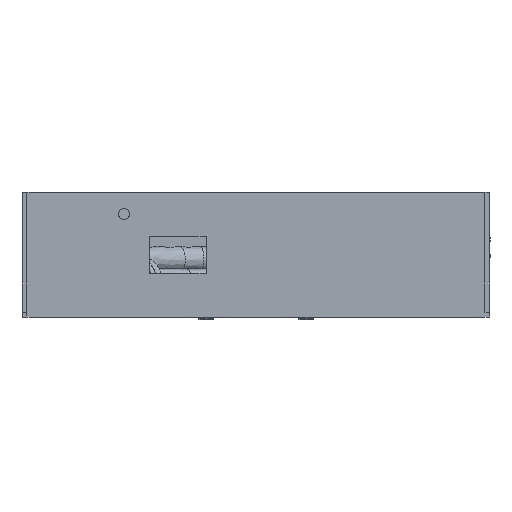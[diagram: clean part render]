
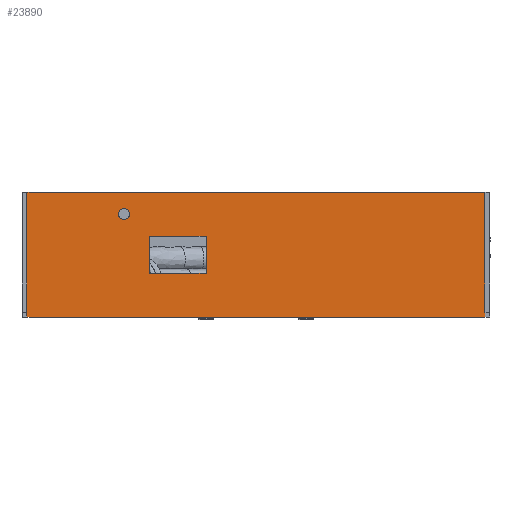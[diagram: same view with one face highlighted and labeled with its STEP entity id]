
A CAD part, left-side view. The second image highlights one B-rep face of the part: STEP entity #23890.
In plain terms, the highlighted planar face has unit normal (-1, 0, 0).
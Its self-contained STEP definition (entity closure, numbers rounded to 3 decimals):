
#4047=VECTOR('',#26580,1.);
#4050=VECTOR('',#26584,1.);
#4053=VECTOR('',#26588,1.);
#4056=VECTOR('',#26592,1.);
#4061=VECTOR('',#26605,1.);
#4062=VECTOR('',#26606,1.);
#4063=VECTOR('',#26607,1.);
#4064=VECTOR('',#26608,1.);
#4065=VECTOR('',#26609,1.);
#4066=VECTOR('',#26610,1.);
#4067=VECTOR('',#26611,1.);
#4068=VECTOR('',#26612,1.);
#6223=LINE('',#30916,#4047);
#6226=LINE('',#30922,#4050);
#6229=LINE('',#30928,#4053);
#6232=LINE('',#30933,#4056);
#6237=LINE('',#30949,#4061);
#6238=LINE('',#30952,#4062);
#6239=LINE('',#30954,#4063);
#6240=LINE('',#30956,#4064);
#6241=LINE('',#30958,#4065);
#6242=LINE('',#30960,#4066);
#6243=LINE('',#30962,#4067);
#6244=LINE('',#30964,#4068);
#8395=PLANE('',#25117);
#9170=VERTEX_POINT('',#30915);
#9171=VERTEX_POINT('',#30917);
#9173=VERTEX_POINT('',#30923);
#9175=VERTEX_POINT('',#30929);
#9177=VERTEX_POINT('',#30938);
#9182=VERTEX_POINT('',#30950);
#9183=VERTEX_POINT('',#30951);
#9184=VERTEX_POINT('',#30953);
#9185=VERTEX_POINT('',#30955);
#9186=VERTEX_POINT('',#30957);
#9187=VERTEX_POINT('',#30959);
#9188=VERTEX_POINT('',#30961);
#9189=VERTEX_POINT('',#30963);
#11256=CIRCLE('',#25115,0.14);
#11668=EDGE_CURVE('',#9171,#9170,#6223,.T.);
#11671=EDGE_CURVE('',#9173,#9171,#6226,.T.);
#11674=EDGE_CURVE('',#9175,#9173,#6229,.T.);
#11677=EDGE_CURVE('',#9170,#9175,#6232,.T.);
#11679=EDGE_CURVE('',#9177,#9177,#11256,.T.);
#11684=EDGE_CURVE('',#9182,#9183,#6237,.T.);
#11685=EDGE_CURVE('',#9183,#9184,#6238,.T.);
#11686=EDGE_CURVE('',#9184,#9185,#6239,.T.);
#11687=EDGE_CURVE('',#9186,#9185,#6240,.T.);
#11688=EDGE_CURVE('',#9186,#9187,#6241,.T.);
#11689=EDGE_CURVE('',#9188,#9187,#6242,.T.);
#11690=EDGE_CURVE('',#9188,#9189,#6243,.T.);
#11691=EDGE_CURVE('',#9189,#9182,#6244,.T.);
#14807=ORIENTED_EDGE('',*,*,#11684,.T.);
#14808=ORIENTED_EDGE('',*,*,#11685,.T.);
#14809=ORIENTED_EDGE('',*,*,#11686,.T.);
#14810=ORIENTED_EDGE('',*,*,#11687,.F.);
#14811=ORIENTED_EDGE('',*,*,#11688,.T.);
#14812=ORIENTED_EDGE('',*,*,#11689,.F.);
#14813=ORIENTED_EDGE('',*,*,#11690,.T.);
#14814=ORIENTED_EDGE('',*,*,#11691,.T.);
#14815=ORIENTED_EDGE('',*,*,#11679,.T.);
#14816=ORIENTED_EDGE('',*,*,#11674,.T.);
#14817=ORIENTED_EDGE('',*,*,#11671,.T.);
#14818=ORIENTED_EDGE('',*,*,#11668,.T.);
#14819=ORIENTED_EDGE('',*,*,#11677,.T.);
#20991=EDGE_LOOP('',(#14807,#14808,#14809,#14810,#14811,#14812,#14813,#14814));
#20992=EDGE_LOOP('',(#14815));
#20993=EDGE_LOOP('',(#14816,#14817,#14818,#14819));
#22447=FACE_BOUND('',#20991,.T.);
#22448=FACE_BOUND('',#20992,.T.);
#22449=FACE_BOUND('',#20993,.T.);
#23890=ADVANCED_FACE('',(#22447,#22448,#22449),#8395,.T.);
#25115=AXIS2_PLACEMENT_3D('',#30937,#26597,#26598);
#25117=AXIS2_PLACEMENT_3D('',#30948,#26604,$);
#26580=DIRECTION('',(0.,0.,1.));
#26584=DIRECTION('',(0.,1.,0.));
#26588=DIRECTION('',(0.,0.,-1.));
#26592=DIRECTION('',(0.,-1.,0.));
#26597=DIRECTION('',(1.,0.,0.));
#26598=DIRECTION('',(0.,0.,0.14));
#26604=DIRECTION('',(-1.,0.,0.));
#26605=DIRECTION('',(0.,1.,0.));
#26606=DIRECTION('',(0.,0.,1.));
#26607=DIRECTION('',(0.,1.,0.));
#26608=DIRECTION('',(0.,0.,1.));
#26609=DIRECTION('',(0.,-1.,0.));
#26610=DIRECTION('',(0.,0.,1.));
#26611=DIRECTION('',(0.,-1.,0.));
#26612=DIRECTION('',(0.,0.,1.));
#30915=CARTESIAN_POINT('',(0.,-3.249,2.064));
#30916=CARTESIAN_POINT('',(0.,-3.249,0.794));
#30917=CARTESIAN_POINT('',(0.,-3.249,1.111));
#30922=CARTESIAN_POINT('',(0.,-4.953,1.111));
#30923=CARTESIAN_POINT('',(0.,-4.676,1.111));
#30928=CARTESIAN_POINT('',(0.,-4.676,0.794));
#30929=CARTESIAN_POINT('',(0.,-4.676,2.064));
#30933=CARTESIAN_POINT('',(0.,-4.953,2.064));
#30937=CARTESIAN_POINT('',(0.,-2.591,2.619));
#30938=CARTESIAN_POINT('',(0.,-2.591,2.758));
#30948=CARTESIAN_POINT('',(0.,-5.944,0.));
#30949=CARTESIAN_POINT('',(0.,-0.127,0.127));
#30950=CARTESIAN_POINT('',(0.,-11.76,0.127));
#30951=CARTESIAN_POINT('',(0.,-11.76,0.127));
#30952=CARTESIAN_POINT('',(0.,-11.76,0.127));
#30953=CARTESIAN_POINT('',(0.,-11.76,3.175));
#30954=CARTESIAN_POINT('',(0.,-0.127,3.175));
#30955=CARTESIAN_POINT('',(0.,-0.127,3.175));
#30956=CARTESIAN_POINT('',(0.,-0.127,0.127));
#30957=CARTESIAN_POINT('',(0.,-0.127,0.127));
#30958=CARTESIAN_POINT('',(0.,-0.127,0.127));
#30959=CARTESIAN_POINT('',(0.,-0.127,0.127));
#30960=CARTESIAN_POINT('',(0.,-0.127,0.));
#30961=CARTESIAN_POINT('',(0.,-0.127,0.));
#30962=CARTESIAN_POINT('',(0.,-0.127,0.));
#30963=CARTESIAN_POINT('',(0.,-11.76,0.));
#30964=CARTESIAN_POINT('',(0.,-11.76,0.));
